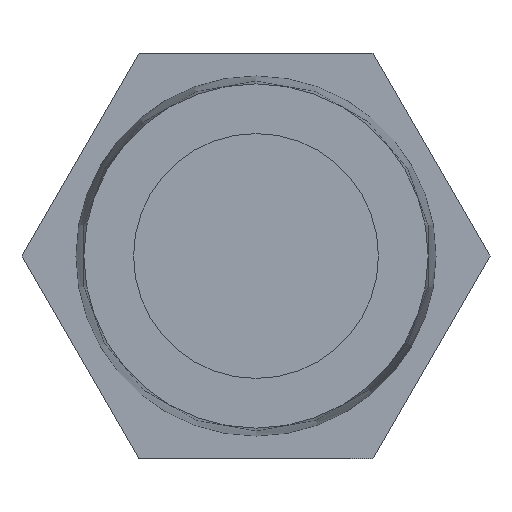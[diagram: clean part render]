
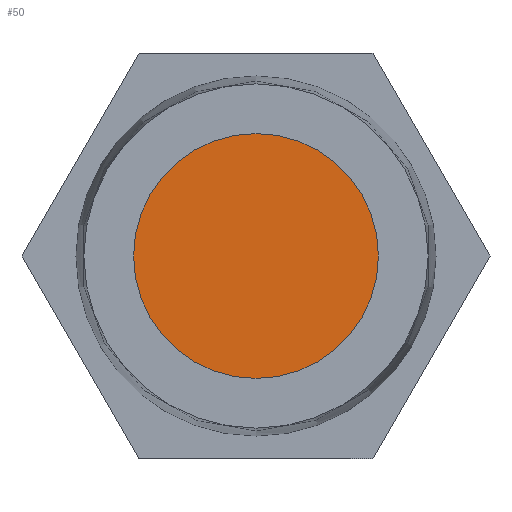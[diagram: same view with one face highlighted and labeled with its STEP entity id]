
A CAD part, front view. The second image highlights one B-rep face of the part: STEP entity #50.
In plain terms, the highlighted planar face has unit normal (0, -1, 0).
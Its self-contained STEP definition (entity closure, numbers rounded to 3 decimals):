
#50 = ADVANCED_FACE( '', ( #112 ), #113, .T. );
#112 = FACE_OUTER_BOUND( '', #191, .T. );
#113 = PLANE( '', #192 );
#191 = EDGE_LOOP( '', ( #273 ) );
#192 = AXIS2_PLACEMENT_3D( '', #274, #275, #276 );
#273 = ORIENTED_EDGE( '', *, *, #404, .T. );
#274 = CARTESIAN_POINT( '', ( 0., 10.5, 0. ) );
#275 = DIRECTION( '', ( 0., -1., 0. ) );
#276 = DIRECTION( '', ( 1., 0., 0. ) );
#404 = EDGE_CURVE( '', #462, #462, #463, .T. );
#462 = VERTEX_POINT( '', #540 );
#463 = CIRCLE( '', #541, 7.25 );
#540 = CARTESIAN_POINT( '', ( -7.25, 10.5, 0. ) );
#541 = AXIS2_PLACEMENT_3D( '', #624, #625, #626 );
#624 = CARTESIAN_POINT( '', ( 0., 10.5, 0. ) );
#625 = DIRECTION( '', ( 0., -1., 0. ) );
#626 = DIRECTION( '', ( -1., 0., 0. ) );
